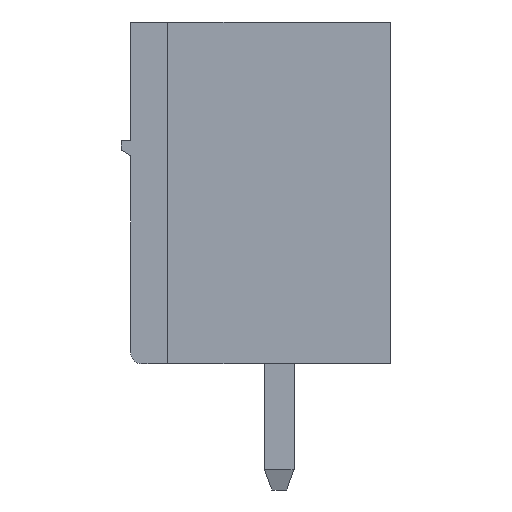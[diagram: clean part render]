
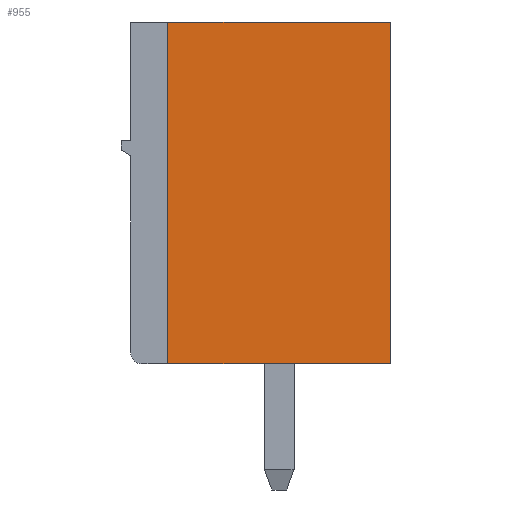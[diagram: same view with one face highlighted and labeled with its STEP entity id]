
A CAD part, left-side view. The second image highlights one B-rep face of the part: STEP entity #955.
In plain terms, the highlighted planar face has unit normal (-1, 0, 0).
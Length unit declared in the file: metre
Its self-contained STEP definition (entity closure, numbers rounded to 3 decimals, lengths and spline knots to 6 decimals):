
#955=ADVANCED_FACE('',(#2146),#2147,.F.);
#2146=FACE_OUTER_BOUND('',#3526,.T.);
#2147=PLANE('',#3527);
#3526=EDGE_LOOP('',(#6384,#6385,#6386,#6387));
#3527=AXIS2_PLACEMENT_3D('',#6388,#6389,#6390);
#6384=ORIENTED_EDGE('',*,*,#9005,.F.);
#6385=ORIENTED_EDGE('',*,*,#8040,.F.);
#6386=ORIENTED_EDGE('',*,*,#9006,.T.);
#6387=ORIENTED_EDGE('',*,*,#9007,.T.);
#6388=CARTESIAN_POINT('',(-1.091827,0.00386,0.000933));
#6389=DIRECTION('',(1.0,0.,0.));
#6390=DIRECTION('',(0.0,0.,1.0));
#8040=EDGE_CURVE('',#9599,#9590,#9601,.T.);
#9005=EDGE_CURVE('',#9590,#11085,#11086,.T.);
#9006=EDGE_CURVE('',#9599,#11087,#11088,.T.);
#9007=EDGE_CURVE('',#11087,#11085,#11089,.T.);
#9590=VERTEX_POINT('',#11829);
#9599=VERTEX_POINT('',#11843);
#9601=LINE('',#11846,#11847);
#11085=VERTEX_POINT('',#14001);
#11086=LINE('',#14002,#14003);
#11087=VERTEX_POINT('',#14004);
#11088=LINE('',#14005,#14006);
#11089=LINE('',#14007,#14008);
#11829=CARTESIAN_POINT('',(-1.091827,0.00386,0.000933));
#11843=CARTESIAN_POINT('',(-1.091827,0.00986,0.000933));
#11846=CARTESIAN_POINT('',(-1.091827,0.00386,0.000933));
#11847=VECTOR('',#14834,1.0);
#14001=CARTESIAN_POINT('',(-1.091827,0.00386,-0.008267));
#14002=CARTESIAN_POINT('',(-1.091827,0.00386,0.000933));
#14003=VECTOR('',#15706,1.0);
#14004=CARTESIAN_POINT('',(-1.091827,0.00986,-0.008267));
#14005=CARTESIAN_POINT('',(-1.091827,0.00986,0.000933));
#14006=VECTOR('',#15707,1.0);
#14007=CARTESIAN_POINT('',(-1.091827,0.00386,-0.008267));
#14008=VECTOR('',#15708,1.0);
#14834=DIRECTION('',(0.,-1.0,0.));
#15706=DIRECTION('',(0.,0.,-1.0));
#15707=DIRECTION('',(0.,0.,-1.0));
#15708=DIRECTION('',(0.,-1.0,0.));
